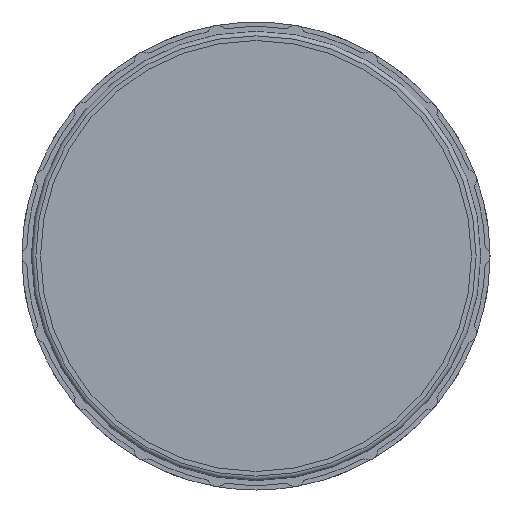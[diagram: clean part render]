
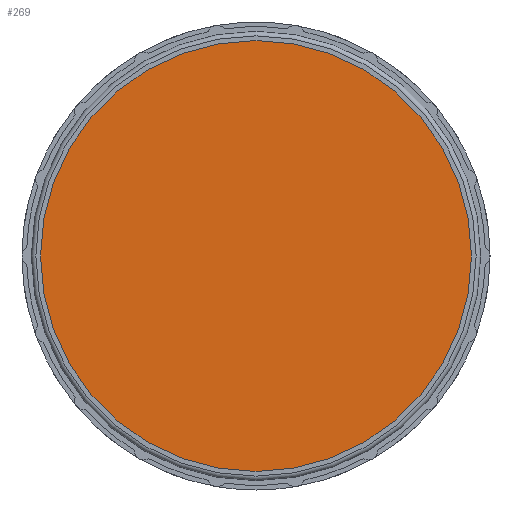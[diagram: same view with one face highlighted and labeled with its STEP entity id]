
A CAD part, left-side view. The second image highlights one B-rep face of the part: STEP entity #269.
In plain terms, the highlighted planar face has unit normal (-1, 0, 0).
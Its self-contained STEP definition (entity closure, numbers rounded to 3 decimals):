
#269 = ADVANCED_FACE( '', ( #581 ), #582, .F. );
#581 = FACE_OUTER_BOUND( '', #930, .T. );
#582 = PLANE( '', #931 );
#930 = EDGE_LOOP( '', ( #1708 ) );
#931 = AXIS2_PLACEMENT_3D( '', #1709, #1710, #1711 );
#1708 = ORIENTED_EDGE( '', *, *, #2310, .F. );
#1709 = CARTESIAN_POINT( '', ( 0., 0., 0. ) );
#1710 = DIRECTION( '', ( 1., 0., 0. ) );
#1711 = DIRECTION( '', ( 0., 0., -1. ) );
#2310 = EDGE_CURVE( '', #2861, #2861, #2862, .T. );
#2861 = VERTEX_POINT( '', #3524 );
#2862 = CIRCLE( '', #3525, 23.94 );
#3524 = CARTESIAN_POINT( '', ( 0., 0., -23.94 ) );
#3525 = AXIS2_PLACEMENT_3D( '', #4143, #4144, #4145 );
#4143 = CARTESIAN_POINT( '', ( 0., 0., 0. ) );
#4144 = DIRECTION( '', ( 1., 0., 0. ) );
#4145 = DIRECTION( '', ( 0., 0., -1. ) );
